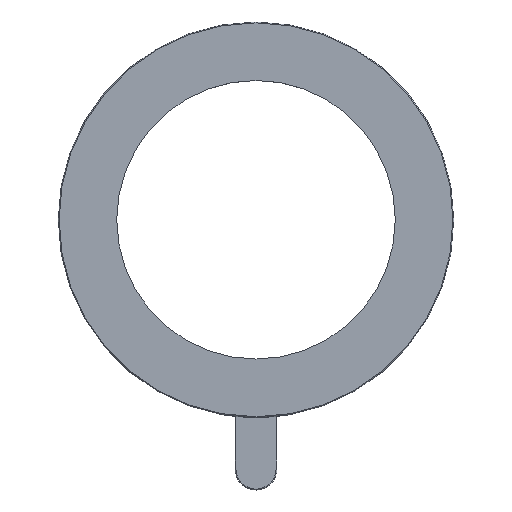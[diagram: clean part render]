
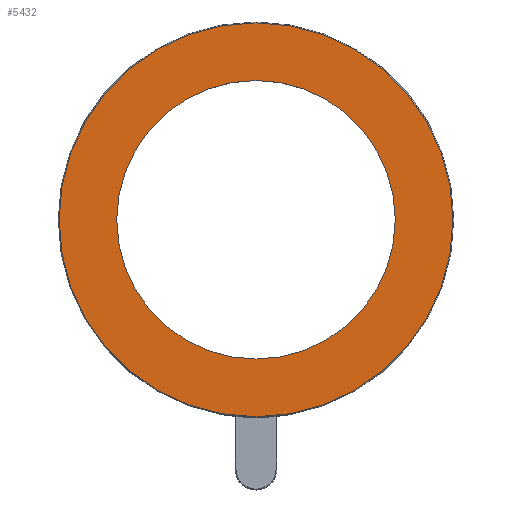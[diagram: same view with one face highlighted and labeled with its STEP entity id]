
A CAD part, top view. The second image highlights one B-rep face of the part: STEP entity #5432.
In plain terms, the highlighted planar face has unit normal (0, 0, 1).
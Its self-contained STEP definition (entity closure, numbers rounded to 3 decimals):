
#25 = DIRECTION ( 'NONE',  ( 0., 0., 1. ) ) ;
#62 = DIRECTION ( 'NONE',  ( 0., 0., 1. ) ) ;
#338 = CIRCLE ( 'NONE', #5010, 50. ) ;
#453 = CARTESIAN_POINT ( 'NONE',  ( 70.7, 0., 3.8 ) ) ;
#646 = VERTEX_POINT ( 'NONE', #3989 ) ;
#794 = CARTESIAN_POINT ( 'NONE',  ( 50., 0., 3.8 ) ) ;
#866 = ORIENTED_EDGE ( 'NONE', *, *, #4686, .T. ) ;
#941 = EDGE_CURVE ( 'NONE', #3969, #2897, #338, .T. ) ;
#1064 = DIRECTION ( 'NONE',  ( 0., 0., 1. ) ) ;
#1479 = PLANE ( 'NONE',  #2481 ) ;
#1736 = DIRECTION ( 'NONE',  ( 1., 0., 0. ) ) ;
#1775 = DIRECTION ( 'NONE',  ( 0., 0., 1. ) ) ;
#1779 = AXIS2_PLACEMENT_3D ( 'NONE', #3882, #1775, #5158 ) ;
#1875 = ORIENTED_EDGE ( 'NONE', *, *, #4892, .F. ) ;
#1932 = EDGE_LOOP ( 'NONE', ( #1875, #4193 ) ) ;
#2170 = CARTESIAN_POINT ( 'NONE',  ( 0., 0., 3.8 ) ) ;
#2481 = AXIS2_PLACEMENT_3D ( 'NONE', #3087, #1064, #4751 ) ;
#2641 = FACE_OUTER_BOUND ( 'NONE', #4248, .T. ) ;
#2662 = AXIS2_PLACEMENT_3D ( 'NONE', #3842, #3813, #3485 ) ;
#2849 = AXIS2_PLACEMENT_3D ( 'NONE', #2170, #25, #3033 ) ;
#2897 = VERTEX_POINT ( 'NONE', #794 ) ;
#3033 = DIRECTION ( 'NONE',  ( 1., 0., 0. ) ) ;
#3087 = CARTESIAN_POINT ( 'NONE',  ( 0., 0., 3.8 ) ) ;
#3215 = ORIENTED_EDGE ( 'NONE', *, *, #5372, .T. ) ;
#3485 = DIRECTION ( 'NONE',  ( 1., 0., 0. ) ) ;
#3813 = DIRECTION ( 'NONE',  ( 0., 0., 1. ) ) ;
#3841 = CARTESIAN_POINT ( 'NONE',  ( 0., 0., 3.8 ) ) ;
#3842 = CARTESIAN_POINT ( 'NONE',  ( 0., 0., 3.8 ) ) ;
#3882 = CARTESIAN_POINT ( 'NONE',  ( 0., 0., 3.8 ) ) ;
#3969 = VERTEX_POINT ( 'NONE', #5341 ) ;
#3989 = CARTESIAN_POINT ( 'NONE',  ( -70.7, 0., 3.8 ) ) ;
#4193 = ORIENTED_EDGE ( 'NONE', *, *, #941, .F. ) ;
#4248 = EDGE_LOOP ( 'NONE', ( #866, #3215 ) ) ;
#4349 = CIRCLE ( 'NONE', #2662, 50. ) ;
#4555 = VERTEX_POINT ( 'NONE', #453 ) ;
#4686 = EDGE_CURVE ( 'NONE', #646, #4555, #5407, .T. ) ;
#4751 = DIRECTION ( 'NONE',  ( 1., 0., 0. ) ) ;
#4892 = EDGE_CURVE ( 'NONE', #2897, #3969, #4349, .T. ) ;
#5010 = AXIS2_PLACEMENT_3D ( 'NONE', #3841, #62, #1736 ) ;
#5148 = CIRCLE ( 'NONE', #2849, 70.7 ) ;
#5158 = DIRECTION ( 'NONE',  ( 1., 0., 0. ) ) ;
#5306 = FACE_BOUND ( 'NONE', #1932, .T. ) ;
#5341 = CARTESIAN_POINT ( 'NONE',  ( -50., 0., 3.8 ) ) ;
#5372 = EDGE_CURVE ( 'NONE', #4555, #646, #5148, .T. ) ;
#5407 = CIRCLE ( 'NONE', #1779, 70.7 ) ;
#5432 = ADVANCED_FACE ( 'NONE', ( #2641, #5306 ), #1479, .T. ) ;
